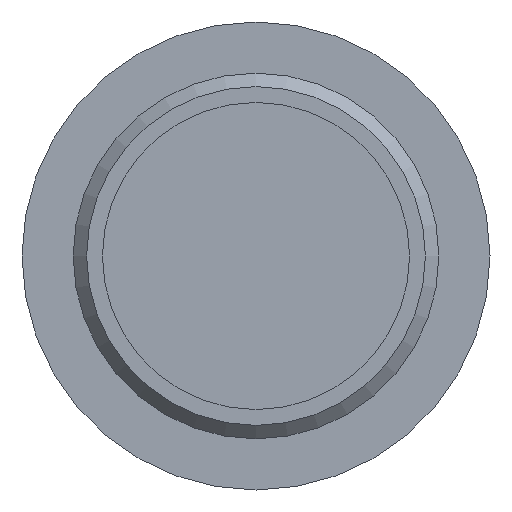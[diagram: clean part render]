
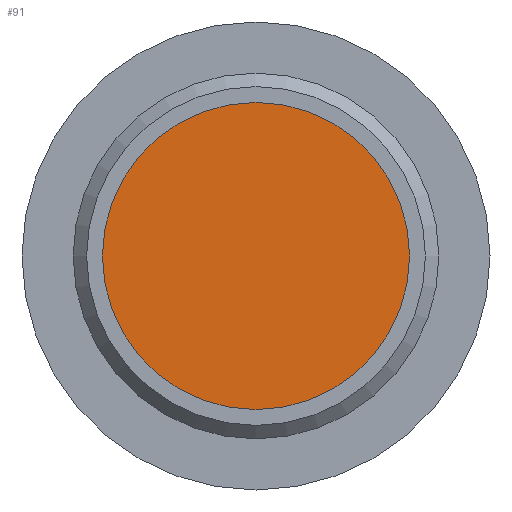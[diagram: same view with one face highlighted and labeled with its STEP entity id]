
A CAD part, front view. The second image highlights one B-rep face of the part: STEP entity #91.
In plain terms, the highlighted planar face has unit normal (0, -1, 0).
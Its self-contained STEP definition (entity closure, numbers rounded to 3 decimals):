
#91 = ADVANCED_FACE( '', ( #140 ), #141, .F. );
#140 = FACE_OUTER_BOUND( '', #213, .T. );
#141 = PLANE( '', #214 );
#213 = EDGE_LOOP( '', ( #382 ) );
#214 = AXIS2_PLACEMENT_3D( '', #383, #384, #385 );
#382 = ORIENTED_EDGE( '', *, *, #528, .F. );
#383 = CARTESIAN_POINT( '', ( 0., -5., 0. ) );
#384 = DIRECTION( '', ( 0., 1., 0. ) );
#385 = DIRECTION( '', ( 0., 0., 1. ) );
#528 = EDGE_CURVE( '', #630, #630, #631, .T. );
#630 = VERTEX_POINT( '', #896 );
#631 = CIRCLE( '', #897, 10.5 );
#896 = CARTESIAN_POINT( '', ( 0., -5., 10.5 ) );
#897 = AXIS2_PLACEMENT_3D( '', #997, #998, #999 );
#997 = CARTESIAN_POINT( '', ( 0., -5., 0. ) );
#998 = DIRECTION( '', ( 0., 1., 0. ) );
#999 = DIRECTION( '', ( 0., 0., 1. ) );
